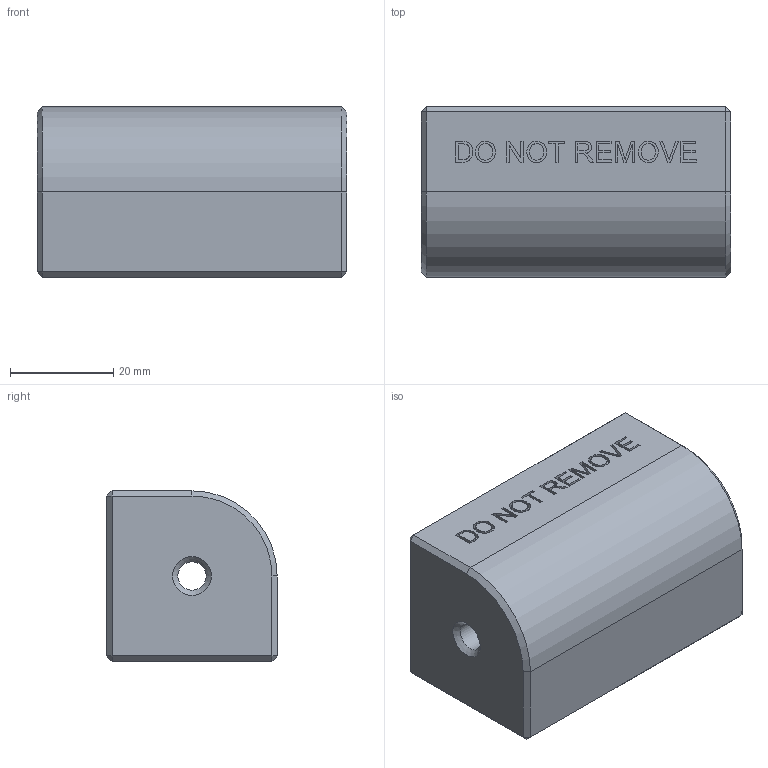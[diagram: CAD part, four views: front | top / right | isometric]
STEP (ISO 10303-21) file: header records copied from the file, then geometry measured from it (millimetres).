
FILE_DESCRIPTION(/* description */ ('','CAx-IF Rec.Pracs.---Representation and Presentation of Product Manufacturing Information (PMI)---4.0---2014-10-13'),/* implementation_level */ '2;1');
FILE_NAME(/* name */ 'D battery replacement v4.step',/* time_stamp */ '2025-01-04T21:00:20-05:00',/* author */ (''),/* organization */ (''),/* preprocessor_version */ 'ST-DEVELOPER v20',/* originating_system */ 'Autodesk Translation Framework v13.20.0.188',/* authorisation */ '');
FILE_SCHEMA (('AP242_MANAGED_MODEL_BASED_3D_ENGINEERING_MIM_LF { 1 0 10303 442 1 1 4 }'));
Length unit declared in the file: millimetre
Products named in the file (2): D battery replacement; D battery replacement_1
Assembly tree (1 placements, depth 2):
  D battery replacement
    D battery replacement_1
Bounding box: 60 x 33 x 33 mm (x, y, z)
Volume: 60119.1 mm3; surface area: 10521.2 mm2
Topology: 1 solids, 1 shells, 220 faces, 582 edges, 380 vertices
Faces by surface type: plane 118, bspline 96, cone 4, cylinder 2
Full cylindrical faces by diameter (mm): 5.5 x1
Entity records: 7659 total; most frequent: CARTESIAN_POINT 2817, ORIENTED_EDGE 1164, DIRECTION 652, EDGE_CURVE 582, LINE 382, VECTOR 382, VERTEX_POINT 380, EDGE_LOOP 238
